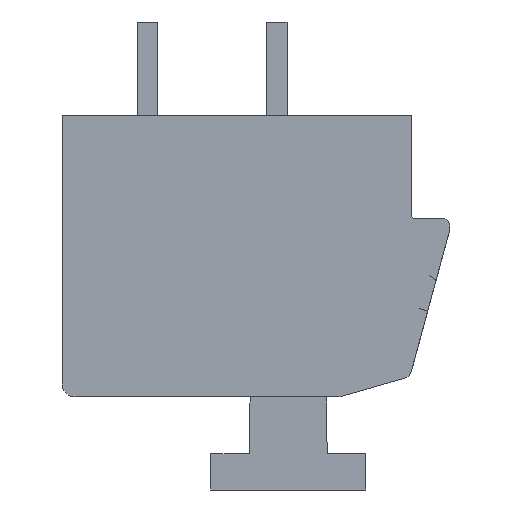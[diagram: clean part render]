
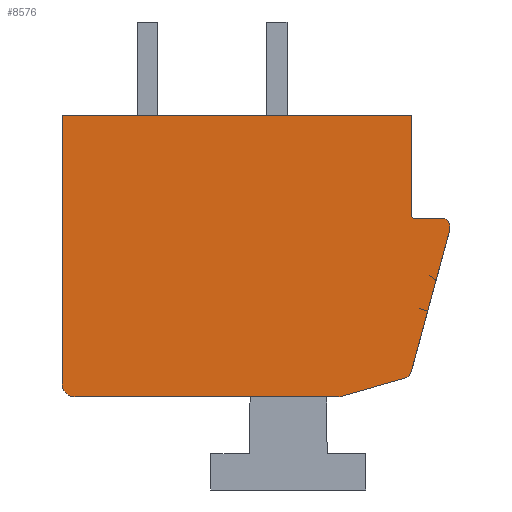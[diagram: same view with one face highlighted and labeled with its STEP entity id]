
A CAD part, front view. The second image highlights one B-rep face of the part: STEP entity #8576.
In plain terms, the highlighted planar face has unit normal (0, -1, 0).
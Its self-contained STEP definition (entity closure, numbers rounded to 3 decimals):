
#1=CARTESIAN_POINT('',(7.2,-68.75,1.15));
#2=DIRECTION('',(0.,-1.,0.));
#3=DIRECTION('',(1.,0.,0.));
#4=AXIS2_PLACEMENT_3D('',#1,#2,#3);
#6=DIRECTION('',(0.,0.,-1.));
#7=VECTOR('',#6,0.119);
#8=CARTESIAN_POINT('',(7.5,-68.75,1.15));
#9=LINE('',#8,#7);
#10=DIRECTION('',(0.262,0.,0.965));
#11=VECTOR('',#10,5.739);
#12=CARTESIAN_POINT('',(5.994,-68.75,-4.507));
#13=LINE('',#12,#11);
#14=CARTESIAN_POINT('',(5.705,-68.75,-4.428));
#15=DIRECTION('',(0.,-1.,0.));
#16=DIRECTION('',(0.274,0.,-0.962));
#17=AXIS2_PLACEMENT_3D('',#14,#15,#16);
#19=DIRECTION('',(0.962,0.,0.274));
#20=VECTOR('',#19,2.679);
#21=CARTESIAN_POINT('',(3.21,-68.75,-5.45));
#22=LINE('',#21,#20);
#23=DIRECTION('',(-1.,0.,0.));
#24=VECTOR('',#23,10.21);
#25=CARTESIAN_POINT('',(3.21,-68.75,-5.45));
#26=LINE('',#25,#24);
#27=CARTESIAN_POINT('',(-7.,-68.75,-4.95));
#28=DIRECTION('',(0.,-1.,0.));
#29=DIRECTION('',(-1.,0.,0.));
#30=AXIS2_PLACEMENT_3D('',#27,#28,#29);
#32=DIRECTION('',(0.,0.,1.));
#33=VECTOR('',#32,10.4);
#34=CARTESIAN_POINT('',(-7.5,-68.75,-4.95));
#35=LINE('',#34,#33);
#36=DIRECTION('',(1.,0.,0.));
#37=VECTOR('',#36,13.5);
#38=CARTESIAN_POINT('',(-7.5,-68.75,5.45));
#39=LINE('',#38,#37);
#40=DIRECTION('',(0.,0.,-1.));
#41=VECTOR('',#40,3.85);
#42=CARTESIAN_POINT('',(6.,-68.75,5.45));
#43=LINE('',#42,#41);
#44=DIRECTION('',(1.,0.,0.));
#45=VECTOR('',#44,1.05);
#46=CARTESIAN_POINT('',(6.15,-68.75,1.45));
#47=LINE('',#46,#45);
#60=CARTESIAN_POINT('',(6.15,-68.75,1.6));
#61=DIRECTION('',(0.,1.,0.));
#62=DIRECTION('',(0.,0.,-1.));
#63=AXIS2_PLACEMENT_3D('',#60,#61,#62);
#6845=CARTESIAN_POINT('',(-7.5,-68.75,5.45));
#6846=CARTESIAN_POINT('',(6.,-68.75,5.45));
#6847=VERTEX_POINT('',#6845);
#6848=VERTEX_POINT('',#6846);
#6849=CARTESIAN_POINT('',(6.,-68.75,1.6));
#6850=VERTEX_POINT('',#6849);
#6851=CARTESIAN_POINT('',(6.15,-68.75,1.45));
#6852=VERTEX_POINT('',#6851);
#6853=CARTESIAN_POINT('',(7.5,-68.75,1.15));
#6854=CARTESIAN_POINT('',(7.2,-68.75,1.45));
#6855=VERTEX_POINT('',#6853);
#6856=VERTEX_POINT('',#6854);
#6857=CARTESIAN_POINT('',(5.787,-68.75,-4.716));
#6858=CARTESIAN_POINT('',(5.994,-68.75,-4.507));
#6859=VERTEX_POINT('',#6857);
#6860=VERTEX_POINT('',#6858);
#6861=CARTESIAN_POINT('',(-7.5,-68.75,-4.95));
#6862=CARTESIAN_POINT('',(-7.,-68.75,-5.45));
#6863=VERTEX_POINT('',#6861);
#6864=VERTEX_POINT('',#6862);
#6865=CARTESIAN_POINT('',(3.21,-68.75,-5.45));
#6866=VERTEX_POINT('',#6865);
#6867=CARTESIAN_POINT('',(7.5,-68.75,1.031));
#6868=VERTEX_POINT('',#6867);
#8545=CARTESIAN_POINT('',(0.,-68.75,0.));
#8546=DIRECTION('',(0.,1.,0.));
#8547=DIRECTION('',(1.,0.,0.));
#8548=AXIS2_PLACEMENT_3D('',#8545,#8546,#8547);
#8549=PLANE('',#8548);
#8551=ORIENTED_EDGE('',*,*,#8550,.F.);
#8553=ORIENTED_EDGE('',*,*,#8552,.T.);
#8555=ORIENTED_EDGE('',*,*,#8554,.F.);
#8557=ORIENTED_EDGE('',*,*,#8556,.F.);
#8559=ORIENTED_EDGE('',*,*,#8558,.F.);
#8561=ORIENTED_EDGE('',*,*,#8560,.T.);
#8563=ORIENTED_EDGE('',*,*,#8562,.F.);
#8565=ORIENTED_EDGE('',*,*,#8564,.T.);
#8567=ORIENTED_EDGE('',*,*,#8566,.T.);
#8569=ORIENTED_EDGE('',*,*,#8568,.T.);
#8571=ORIENTED_EDGE('',*,*,#8570,.F.);
#8573=ORIENTED_EDGE('',*,*,#8572,.T.);
#8574=EDGE_LOOP('',(#8551,#8553,#8555,#8557,#8559,#8561,#8563,#8565,#8567,#8569,
#8571,#8573));
#8575=FACE_OUTER_BOUND('',#8574,.F.);
#8576=ADVANCED_FACE('',(#8575),#8549,.F.);
#5=CIRCLE('',#4,0.3);
#18=CIRCLE('',#17,0.3);
#31=CIRCLE('',#30,0.5);
#64=CIRCLE('',#63,0.15);
#8550=EDGE_CURVE('',#6855,#6856,#5,.T.);
#8552=EDGE_CURVE('',#6855,#6868,#9,.T.);
#8554=EDGE_CURVE('',#6860,#6868,#13,.T.);
#8556=EDGE_CURVE('',#6859,#6860,#18,.T.);
#8558=EDGE_CURVE('',#6866,#6859,#22,.T.);
#8560=EDGE_CURVE('',#6866,#6864,#26,.T.);
#8562=EDGE_CURVE('',#6863,#6864,#31,.T.);
#8564=EDGE_CURVE('',#6863,#6847,#35,.T.);
#8566=EDGE_CURVE('',#6847,#6848,#39,.T.);
#8568=EDGE_CURVE('',#6848,#6850,#43,.T.);
#8570=EDGE_CURVE('',#6852,#6850,#64,.T.);
#8572=EDGE_CURVE('',#6852,#6856,#47,.T.);
